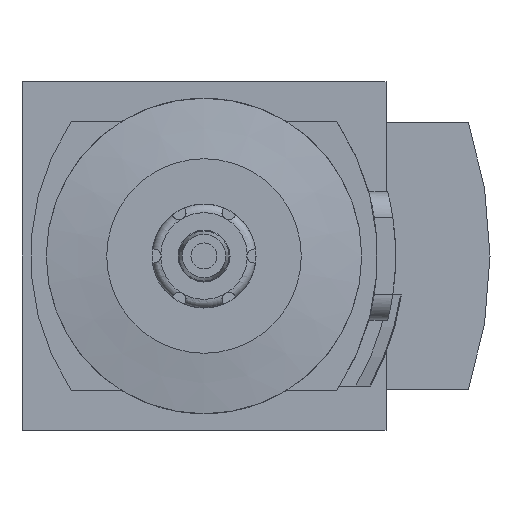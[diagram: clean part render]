
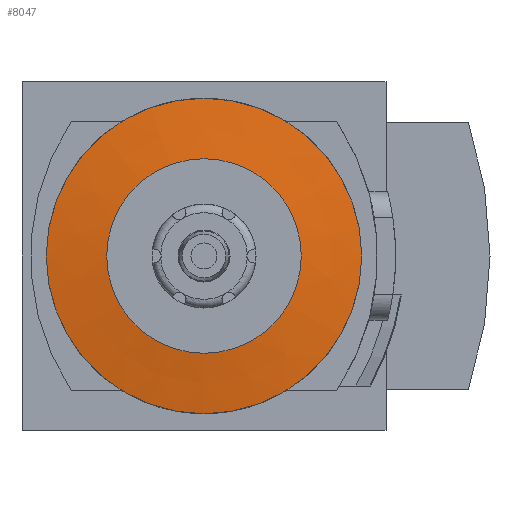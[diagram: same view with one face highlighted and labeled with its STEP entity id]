
A CAD part, front view. The second image highlights one B-rep face of the part: STEP entity #8047.
In plain terms, the highlighted conical face has half-angle 82 degrees and reference radius 18.2 mm.
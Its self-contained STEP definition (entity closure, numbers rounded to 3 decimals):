
#73=CONICAL_SURFACE('',#8531,18.2,1.431);
#3042=ORIENTED_EDGE('',*,*,#4059,.F.);
#3043=ORIENTED_EDGE('',*,*,#4064,.T.);
#4059=EDGE_CURVE('',#4677,#4677,#4888,.T.);
#4064=EDGE_CURVE('',#4682,#4682,#4891,.T.);
#4677=VERTEX_POINT('',#11993);
#4682=VERTEX_POINT('',#12005);
#4888=CIRCLE('',#8527,11.227);
#4891=CIRCLE('',#8532,18.2);
#5245=EDGE_LOOP('',(#3042));
#5246=EDGE_LOOP('',(#3043));
#5618=FACE_BOUND('',#5245,.T.);
#5619=FACE_BOUND('',#5246,.T.);
#8047=ADVANCED_FACE('',(#5618,#5619),#73,.T.);
#8527=AXIS2_PLACEMENT_3D('',#11992,#10033,#10034);
#8531=AXIS2_PLACEMENT_3D('',#12003,#10043,#10044);
#8532=AXIS2_PLACEMENT_3D('',#12004,#10045,#10046);
#10033=DIRECTION('',(0.,-1.,0.));
#10034=DIRECTION('',(0.,0.,-1.));
#10043=DIRECTION('',(0.,1.,0.));
#10044=DIRECTION('',(0.,0.,1.));
#10045=DIRECTION('',(0.,-1.,0.));
#10046=DIRECTION('',(0.,0.,-1.));
#11992=CARTESIAN_POINT('',(0.,-130.44,0.));
#11993=CARTESIAN_POINT('',(0.,-130.44,-11.227));
#12003=CARTESIAN_POINT('',(0.,-129.46,0.));
#12004=CARTESIAN_POINT('',(0.,-129.46,0.));
#12005=CARTESIAN_POINT('',(0.,-129.46,-18.2));
